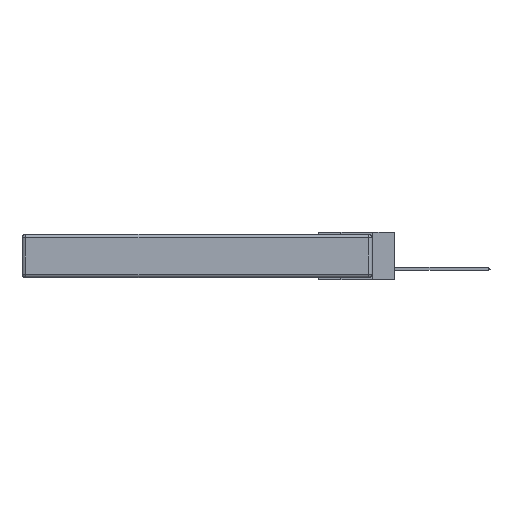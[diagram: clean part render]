
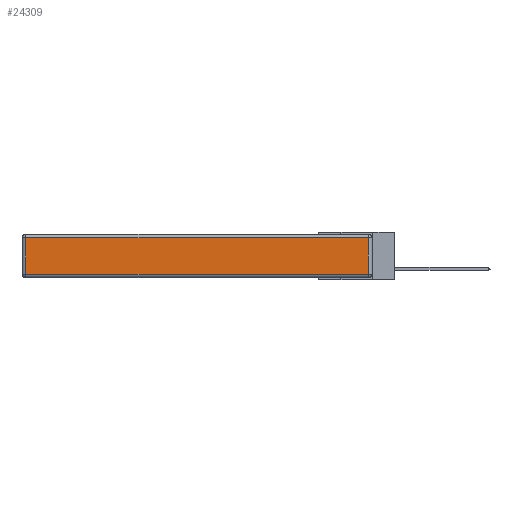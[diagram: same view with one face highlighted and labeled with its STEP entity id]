
A CAD part, left-side view. The second image highlights one B-rep face of the part: STEP entity #24309.
In plain terms, the highlighted planar face has unit normal (-1, 0, 0).
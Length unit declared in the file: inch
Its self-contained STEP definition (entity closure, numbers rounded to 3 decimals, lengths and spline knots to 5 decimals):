
#1507 = VECTOR ( 'NONE', #7356, 39.37008 ) ;
#1627 = ORIENTED_EDGE ( 'NONE', *, *, #12811, .T. ) ;
#2720 = DIRECTION ( 'NONE',  ( 0., 0., 1. ) ) ;
#2837 = PLANE ( 'NONE',  #19429 ) ;
#5565 = VERTEX_POINT ( 'NONE', #20868 ) ;
#5865 = VECTOR ( 'NONE', #24945, 39.37008 ) ;
#5957 = CARTESIAN_POINT ( 'NONE',  ( 0., 0., -0.313 ) ) ;
#6095 = CARTESIAN_POINT ( 'NONE',  ( 0., 0.03, -0.343 ) ) ;
#6851 = EDGE_CURVE ( 'NONE', #5565, #7565, #9438, .T. ) ;
#7356 = DIRECTION ( 'NONE',  ( 0., 1., 0. ) ) ;
#7565 = VERTEX_POINT ( 'NONE', #32471 ) ;
#8550 = CARTESIAN_POINT ( 'NONE',  ( 0., 2.72, -0.343 ) ) ;
#9438 = LINE ( 'NONE', #31445, #1507 ) ;
#11032 = CARTESIAN_POINT ( 'NONE',  ( 0., 0., -0.343 ) ) ;
#11100 = ORIENTED_EDGE ( 'NONE', *, *, #11141, .T. ) ;
#11141 = EDGE_CURVE ( 'NONE', #7565, #12511, #25205, .T. ) ;
#11997 = EDGE_CURVE ( 'NONE', #18067, #5565, #14319, .T. ) ;
#12511 = VERTEX_POINT ( 'NONE', #29020 ) ;
#12811 = EDGE_CURVE ( 'NONE', #12511, #18067, #14231, .T. ) ;
#14231 = LINE ( 'NONE', #5957, #28496 ) ;
#14319 = LINE ( 'NONE', #6095, #5865 ) ;
#16636 = DIRECTION ( 'NONE',  ( 0., 0., -1. ) ) ;
#17496 = EDGE_LOOP ( 'NONE', ( #1627, #33714, #22825, #11100 ) ) ;
#18067 = VERTEX_POINT ( 'NONE', #28175 ) ;
#19429 = AXIS2_PLACEMENT_3D ( 'NONE', #11032, #29862, #2720 ) ;
#20868 = CARTESIAN_POINT ( 'NONE',  ( 0., 0.03, -0.03 ) ) ;
#22226 = DIRECTION ( 'NONE',  ( 0., -1., 0. ) ) ;
#22825 = ORIENTED_EDGE ( 'NONE', *, *, #6851, .T. ) ;
#24309 = ADVANCED_FACE ( 'NONE', ( #27245 ), #2837, .T. ) ;
#24945 = DIRECTION ( 'NONE',  ( 0., 0., 1. ) ) ;
#25205 = LINE ( 'NONE', #8550, #30249 ) ;
#27245 = FACE_OUTER_BOUND ( 'NONE', #17496, .T. ) ;
#28175 = CARTESIAN_POINT ( 'NONE',  ( 0., 0.03, -0.313 ) ) ;
#28496 = VECTOR ( 'NONE', #22226, 39.37008 ) ;
#29020 = CARTESIAN_POINT ( 'NONE',  ( 0., 2.72, -0.313 ) ) ;
#29862 = DIRECTION ( 'NONE',  ( -1., 0., 0. ) ) ;
#30249 = VECTOR ( 'NONE', #16636, 39.37008 ) ;
#31445 = CARTESIAN_POINT ( 'NONE',  ( 0., 2.75, -0.03 ) ) ;
#32471 = CARTESIAN_POINT ( 'NONE',  ( 0., 2.72, -0.03 ) ) ;
#33714 = ORIENTED_EDGE ( 'NONE', *, *, #11997, .T. ) ;
